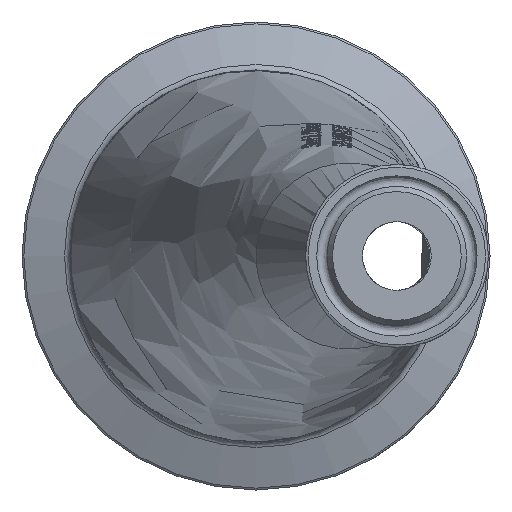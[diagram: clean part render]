
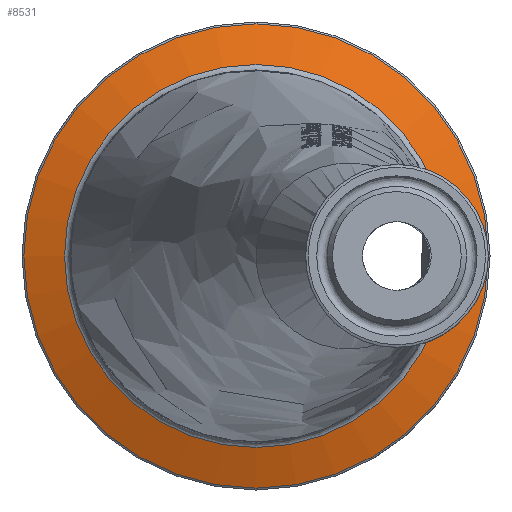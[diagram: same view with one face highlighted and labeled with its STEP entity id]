
A CAD part, left-side view. The second image highlights one B-rep face of the part: STEP entity #8531.
In plain terms, the highlighted conical face has half-angle 70 degrees and reference radius 28.677 mm.
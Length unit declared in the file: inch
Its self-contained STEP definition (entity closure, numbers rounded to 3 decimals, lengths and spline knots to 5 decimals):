
#15=CONICAL_SURFACE('',#8898,1.129,70.);
#557=FACE_BOUND('',#2447,.T.);
#1913=FACE_OUTER_BOUND('',#2446,.T.);
#2446=EDGE_LOOP('',(#7926));
#2447=EDGE_LOOP('',(#7927));
#2591=CIRCLE('',#8897,1.24813);
#2592=CIRCLE('',#8899,1.02961);
#4107=VERTEX_POINT('',#19254);
#4108=VERTEX_POINT('',#19257);
#5387=EDGE_CURVE('',#4107,#4107,#2591,.T.);
#5388=EDGE_CURVE('',#4108,#4108,#2592,.T.);
#7926=ORIENTED_EDGE('',*,*,#5388,.F.);
#7927=ORIENTED_EDGE('',*,*,#5387,.F.);
#8531=ADVANCED_FACE('',(#1913,#557),#15,.T.);
#8897=AXIS2_PLACEMENT_3D('',#19255,#10028,#10029);
#8898=AXIS2_PLACEMENT_3D('',#19256,#10030,#10031);
#8899=AXIS2_PLACEMENT_3D('',#19258,#10032,#10033);
#10028=DIRECTION('center_axis',(1.,0.,0.));
#10029=DIRECTION('ref_axis',(0.,-1.,0.));
#10030=DIRECTION('center_axis',(1.,0.,0.));
#10031=DIRECTION('ref_axis',(0.,1.,0.));
#10032=DIRECTION('center_axis',(-1.,0.,0.));
#10033=DIRECTION('ref_axis',(0.,-1.,0.));
#19254=CARTESIAN_POINT('',(4.38441,1.74813,0.));
#19255=CARTESIAN_POINT('Origin',(4.38441,0.5,0.));
#19256=CARTESIAN_POINT('Origin',(4.34105,0.5,0.));
#19257=CARTESIAN_POINT('',(4.30487,1.52961,0.));
#19258=CARTESIAN_POINT('Origin',(4.30487,0.5,0.));
